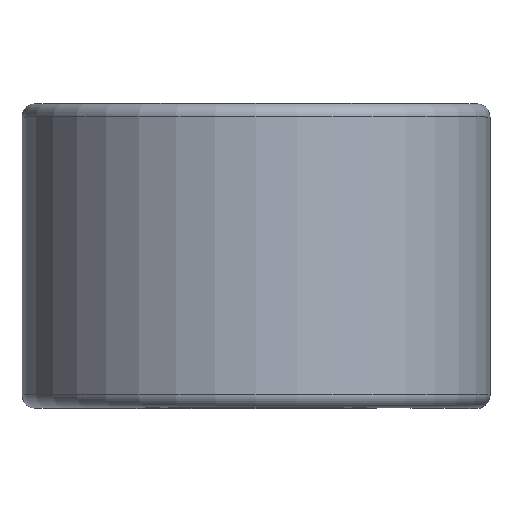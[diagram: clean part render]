
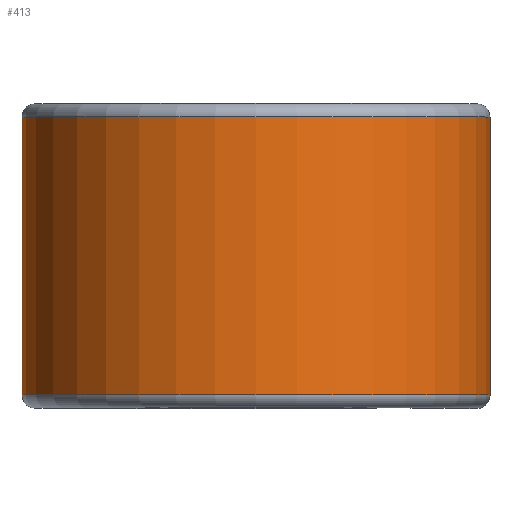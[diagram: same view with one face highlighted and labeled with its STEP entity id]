
A CAD part, top view. The second image highlights one B-rep face of the part: STEP entity #413.
In plain terms, the highlighted cylindrical face has radius 13.424 mm (diameter 26.848 mm), a partial arc.
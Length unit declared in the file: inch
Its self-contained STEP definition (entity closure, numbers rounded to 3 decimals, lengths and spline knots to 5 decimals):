
#3 = VECTOR ( 'NONE', #1621, 39.37008 ) ;
#14 = ORIENTED_EDGE ( 'NONE', *, *, #294, .T. ) ;
#51 = LINE ( 'NONE', #1455, #3 ) ;
#126 = VERTEX_POINT ( 'NONE', #252 ) ;
#129 = CYLINDRICAL_SURFACE ( 'NONE', #582, 0.5285 ) ;
#177 = DIRECTION ( 'NONE',  ( 0., 0., -1. ) ) ;
#252 = CARTESIAN_POINT ( 'NONE',  ( 0., -0.31375, -0.5285 ) ) ;
#294 = EDGE_CURVE ( 'NONE', #1766, #1910, #1800, .T. ) ;
#364 = VECTOR ( 'NONE', #849, 39.37008 ) ;
#369 = LINE ( 'NONE', #488, #364 ) ;
#396 = CARTESIAN_POINT ( 'NONE',  ( 0., 0.3125, 0. ) ) ;
#413 = ADVANCED_FACE ( 'NONE', ( #443 ), #129, .T. ) ;
#419 = EDGE_CURVE ( 'NONE', #617, #1766, #369, .T. ) ;
#428 = AXIS2_PLACEMENT_3D ( 'NONE', #1542, #434, #1709 ) ;
#434 = DIRECTION ( 'NONE',  ( 0., -1., 0. ) ) ;
#441 = CARTESIAN_POINT ( 'NONE',  ( 0.5285, 0.31375, 0. ) ) ;
#443 = FACE_OUTER_BOUND ( 'NONE', #1229, .T. ) ;
#488 = CARTESIAN_POINT ( 'NONE',  ( 0.5285, 0.31375, 0. ) ) ;
#582 = AXIS2_PLACEMENT_3D ( 'NONE', #396, #1517, #1586 ) ;
#617 = VERTEX_POINT ( 'NONE', #1445 ) ;
#662 = EDGE_CURVE ( 'NONE', #126, #1910, #51, .T. ) ;
#744 = AXIS2_PLACEMENT_3D ( 'NONE', #2193, #2199, #177 ) ;
#849 = DIRECTION ( 'NONE',  ( 0., 1., 0. ) ) ;
#1159 = ORIENTED_EDGE ( 'NONE', *, *, #2022, .F. ) ;
#1165 = CIRCLE ( 'NONE', #428, 0.5285 ) ;
#1229 = EDGE_LOOP ( 'NONE', ( #1877, #14, #1860, #1159 ) ) ;
#1445 = CARTESIAN_POINT ( 'NONE',  ( 0.5285, -0.31375, 0. ) ) ;
#1455 = CARTESIAN_POINT ( 'NONE',  ( 0., 0.31375, -0.5285 ) ) ;
#1517 = DIRECTION ( 'NONE',  ( 0., -1., 0. ) ) ;
#1542 = CARTESIAN_POINT ( 'NONE',  ( 0., -0.31375, 0. ) ) ;
#1586 = DIRECTION ( 'NONE',  ( 0., 0., -1. ) ) ;
#1621 = DIRECTION ( 'NONE',  ( 0., 1., 0. ) ) ;
#1709 = DIRECTION ( 'NONE',  ( 0., 0., -1. ) ) ;
#1766 = VERTEX_POINT ( 'NONE', #441 ) ;
#1770 = CARTESIAN_POINT ( 'NONE',  ( 0., 0.31375, -0.5285 ) ) ;
#1800 = CIRCLE ( 'NONE', #744, 0.5285 ) ;
#1860 = ORIENTED_EDGE ( 'NONE', *, *, #662, .F. ) ;
#1877 = ORIENTED_EDGE ( 'NONE', *, *, #419, .T. ) ;
#1910 = VERTEX_POINT ( 'NONE', #1770 ) ;
#2022 = EDGE_CURVE ( 'NONE', #617, #126, #1165, .T. ) ;
#2193 = CARTESIAN_POINT ( 'NONE',  ( 0., 0.31375, 0. ) ) ;
#2199 = DIRECTION ( 'NONE',  ( 0., -1., 0. ) ) ;
